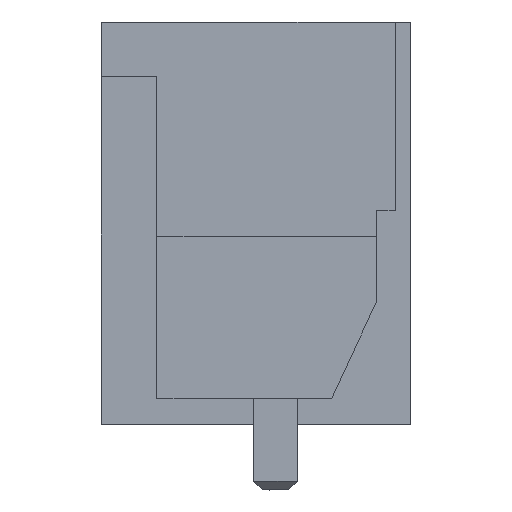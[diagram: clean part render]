
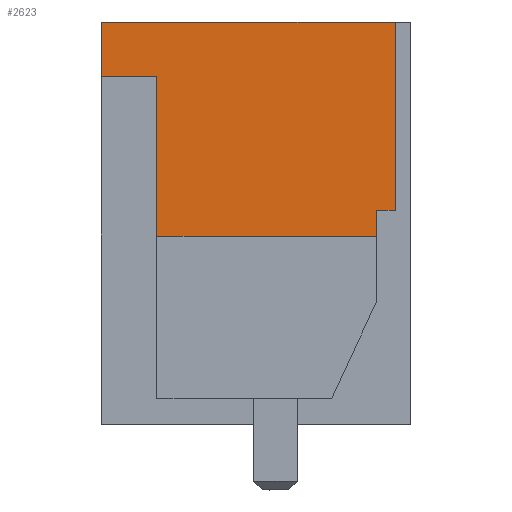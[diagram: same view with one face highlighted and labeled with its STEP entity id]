
A CAD part, left-side view. The second image highlights one B-rep face of the part: STEP entity #2623.
In plain terms, the highlighted planar face has unit normal (-1, 0, 0).
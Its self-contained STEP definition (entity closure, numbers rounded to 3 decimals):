
#2571=AXIS2_PLACEMENT_3D('Plane Axis2P3D',#2568,#2569,#2570) ;
#1027=CARTESIAN_POINT('Vertex',(0.,7.07,12.4)) ;
#1030=CARTESIAN_POINT('Line Origine',(0.,3.71,12.4)) ;
#1034=CARTESIAN_POINT('Vertex',(0.,0.35,12.4)) ;
#2502=CARTESIAN_POINT('Vertex',(0.,7.07,11.15)) ;
#2505=CARTESIAN_POINT('Line Origine',(0.,7.07,11.775)) ;
#2568=CARTESIAN_POINT('Axis2P3D Location',(0.,0.,0.)) ;
#2573=CARTESIAN_POINT('Line Origine',(0.,0.78,7.8)) ;
#2577=CARTESIAN_POINT('Vertex',(0.,0.78,7.5)) ;
#2579=CARTESIAN_POINT('Vertex',(0.,0.78,8.1)) ;
#2582=CARTESIAN_POINT('Line Origine',(0.,0.565,8.1)) ;
#2586=CARTESIAN_POINT('Vertex',(0.,0.35,8.1)) ;
#2589=CARTESIAN_POINT('Line Origine',(0.,0.35,10.25)) ;
#2594=CARTESIAN_POINT('Line Origine',(0.,6.435,11.15)) ;
#2598=CARTESIAN_POINT('Vertex',(0.,5.8,11.15)) ;
#2601=CARTESIAN_POINT('Line Origine',(0.,5.8,9.325)) ;
#2605=CARTESIAN_POINT('Vertex',(0.,5.8,7.5)) ;
#2608=CARTESIAN_POINT('Line Origine',(0.,3.29,7.5)) ;
#1031=DIRECTION('Vector Direction',(0.,-1.,0.)) ;
#2506=DIRECTION('Vector Direction',(0.,0.,1.)) ;
#2569=DIRECTION('Axis2P3D Direction',(-1.,0.,0.)) ;
#2570=DIRECTION('Axis2P3D XDirection',(0.,0.,1.)) ;
#2574=DIRECTION('Vector Direction',(0.,0.,-1.)) ;
#2583=DIRECTION('Vector Direction',(0.,1.,0.)) ;
#2590=DIRECTION('Vector Direction',(0.,0.,-1.)) ;
#2595=DIRECTION('Vector Direction',(0.,1.,0.)) ;
#2602=DIRECTION('Vector Direction',(0.,0.,1.)) ;
#2609=DIRECTION('Vector Direction',(0.,-1.,0.)) ;
#1032=VECTOR('Line Direction',#1031,1.) ;
#2507=VECTOR('Line Direction',#2506,1.) ;
#2575=VECTOR('Line Direction',#2574,1.) ;
#2584=VECTOR('Line Direction',#2583,1.) ;
#2591=VECTOR('Line Direction',#2590,1.) ;
#2596=VECTOR('Line Direction',#2595,1.) ;
#2603=VECTOR('Line Direction',#2602,1.) ;
#2610=VECTOR('Line Direction',#2609,1.) ;
#2614=ORIENTED_EDGE('',*,*,#2581,.T.) ;
#2615=ORIENTED_EDGE('',*,*,#2588,.T.) ;
#2616=ORIENTED_EDGE('',*,*,#2593,.T.) ;
#2617=ORIENTED_EDGE('',*,*,#1036,.T.) ;
#2618=ORIENTED_EDGE('',*,*,#2509,.T.) ;
#2619=ORIENTED_EDGE('',*,*,#2600,.T.) ;
#2620=ORIENTED_EDGE('',*,*,#2607,.T.) ;
#2621=ORIENTED_EDGE('',*,*,#2612,.T.) ;
#2623=ADVANCED_FACE('HOUSING',(#2622),#2572,.T.) ;
#1036=EDGE_CURVE('',#1035,#1028,#1033,.F.) ;
#2509=EDGE_CURVE('',#1028,#2503,#2508,.F.) ;
#2581=EDGE_CURVE('',#2578,#2580,#2576,.F.) ;
#2588=EDGE_CURVE('',#2580,#2587,#2585,.F.) ;
#2593=EDGE_CURVE('',#2587,#1035,#2592,.F.) ;
#2600=EDGE_CURVE('',#2503,#2599,#2597,.F.) ;
#2607=EDGE_CURVE('',#2599,#2606,#2604,.F.) ;
#2612=EDGE_CURVE('',#2606,#2578,#2611,.T.) ;
#2613=EDGE_LOOP('',(#2614,#2615,#2616,#2617,#2618,#2619,#2620,#2621)) ;
#2622=FACE_OUTER_BOUND('',#2613,.T.) ;
#1033=LINE('Line',#1030,#1032) ;
#2508=LINE('Line',#2505,#2507) ;
#2576=LINE('Line',#2573,#2575) ;
#2585=LINE('Line',#2582,#2584) ;
#2592=LINE('Line',#2589,#2591) ;
#2597=LINE('Line',#2594,#2596) ;
#2604=LINE('Line',#2601,#2603) ;
#2611=LINE('Line',#2608,#2610) ;
#2572=PLANE('',#2571) ;
#1028=VERTEX_POINT('',#1027) ;
#1035=VERTEX_POINT('',#1034) ;
#2503=VERTEX_POINT('',#2502) ;
#2578=VERTEX_POINT('',#2577) ;
#2580=VERTEX_POINT('',#2579) ;
#2587=VERTEX_POINT('',#2586) ;
#2599=VERTEX_POINT('',#2598) ;
#2606=VERTEX_POINT('',#2605) ;
